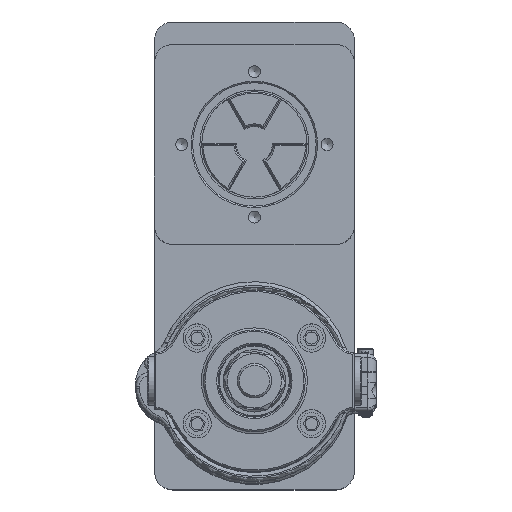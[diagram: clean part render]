
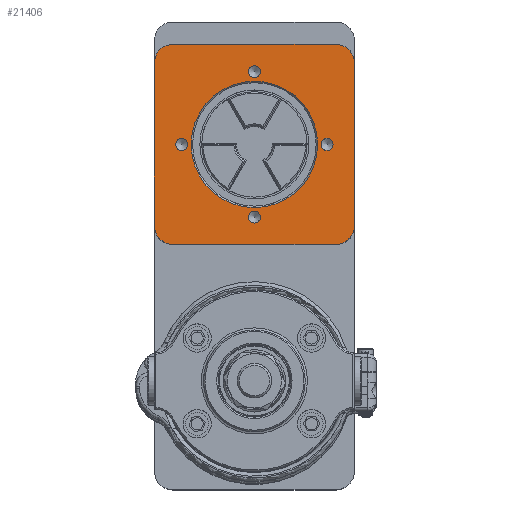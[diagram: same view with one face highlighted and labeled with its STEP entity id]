
A CAD part, top view. The second image highlights one B-rep face of the part: STEP entity #21406.
In plain terms, the highlighted planar face has unit normal (0, 0, 1).
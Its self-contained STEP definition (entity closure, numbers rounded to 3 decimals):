
#58 = LINE ( 'NONE', #14915, #9772 ) ;
#243 = DIRECTION ( 'NONE',  ( 0., 0., -1. ) ) ;
#314 = AXIS2_PLACEMENT_3D ( 'NONE', #6886, #12784, #18261 ) ;
#383 = DIRECTION ( 'NONE',  ( 0., 0., 1. ) ) ;
#578 = EDGE_LOOP ( 'NONE', ( #14539 ) ) ;
#701 = AXIS2_PLACEMENT_3D ( 'NONE', #20865, #9757, #17361 ) ;
#718 = VERTEX_POINT ( 'NONE', #1089 ) ;
#890 = DIRECTION ( 'NONE',  ( -1., 0., 0. ) ) ;
#950 = CARTESIAN_POINT ( 'NONE',  ( 34.925, -34.925, 44.399 ) ) ;
#1017 = CIRCLE ( 'NONE', #14210, 22.098 ) ;
#1089 = CARTESIAN_POINT ( 'NONE',  ( 34.925, -28.575, 44.399 ) ) ;
#1341 = CARTESIAN_POINT ( 'NONE',  ( -34.925, -28.575, 44.399 ) ) ;
#1772 = CARTESIAN_POINT ( 'NONE',  ( -22.098, 0., 44.399 ) ) ;
#2045 = EDGE_CURVE ( 'NONE', #20799, #2202, #22320, .T. ) ;
#2048 = CARTESIAN_POINT ( 'NONE',  ( 28.575, 34.925, 44.399 ) ) ;
#2129 = DIRECTION ( 'NONE',  ( 1., 0., 0. ) ) ;
#2202 = VERTEX_POINT ( 'NONE', #15702 ) ;
#2276 = ORIENTED_EDGE ( 'NONE', *, *, #9996, .T. ) ;
#2418 = FACE_BOUND ( 'NONE', #21024, .T. ) ;
#2425 = EDGE_LOOP ( 'NONE', ( #24172 ) ) ;
#2768 = FACE_OUTER_BOUND ( 'NONE', #6348, .T. ) ;
#2812 = EDGE_CURVE ( 'NONE', #19845, #19845, #4700, .T. ) ;
#3427 = LINE ( 'NONE', #5297, #3692 ) ;
#3550 = AXIS2_PLACEMENT_3D ( 'NONE', #14820, #20562, #7449 ) ;
#3644 = CARTESIAN_POINT ( 'NONE',  ( 2.1, 25.4, 44.399 ) ) ;
#3692 = VECTOR ( 'NONE', #13065, 1000. ) ;
#3725 = DIRECTION ( 'NONE',  ( -1., 0., 0. ) ) ;
#3916 = DIRECTION ( 'NONE',  ( 0., -1., 0. ) ) ;
#4005 = CARTESIAN_POINT ( 'NONE',  ( -25.4, 0., 44.399 ) ) ;
#4216 = CARTESIAN_POINT ( 'NONE',  ( 27.5, 0., 44.399 ) ) ;
#4223 = CIRCLE ( 'NONE', #10211, 6.35 ) ;
#4317 = ORIENTED_EDGE ( 'NONE', *, *, #14910, .T. ) ;
#4700 = CIRCLE ( 'NONE', #7937, 2.1 ) ;
#4743 = VERTEX_POINT ( 'NONE', #15877 ) ;
#5174 = ORIENTED_EDGE ( 'NONE', *, *, #11177, .T. ) ;
#5297 = CARTESIAN_POINT ( 'NONE',  ( -34.925, 34.925, 44.399 ) ) ;
#6054 = DIRECTION ( 'NONE',  ( 1., 0., 0. ) ) ;
#6155 = VERTEX_POINT ( 'NONE', #1772 ) ;
#6348 = EDGE_LOOP ( 'NONE', ( #4317, #14077, #21700, #17196, #21555, #5174, #6535, #2276 ) ) ;
#6535 = ORIENTED_EDGE ( 'NONE', *, *, #12022, .T. ) ;
#6886 = CARTESIAN_POINT ( 'NONE',  ( 0., -25.4, 44.399 ) ) ;
#7080 = ORIENTED_EDGE ( 'NONE', *, *, #22721, .F. ) ;
#7207 = EDGE_CURVE ( 'NONE', #718, #19841, #20569, .T. ) ;
#7449 = DIRECTION ( 'NONE',  ( 1., 0., 0. ) ) ;
#7937 = AXIS2_PLACEMENT_3D ( 'NONE', #4005, #11642, #2129 ) ;
#8659 = DIRECTION ( 'NONE',  ( -1., 0., 0. ) ) ;
#8974 = AXIS2_PLACEMENT_3D ( 'NONE', #14282, #10781, #8659 ) ;
#9497 = CIRCLE ( 'NONE', #701, 6.35 ) ;
#9740 = VERTEX_POINT ( 'NONE', #17753 ) ;
#9757 = DIRECTION ( 'NONE',  ( 0., 0., 1. ) ) ;
#9772 = VECTOR ( 'NONE', #3916, 1000. ) ;
#9881 = CIRCLE ( 'NONE', #314, 2.1 ) ;
#9938 = FACE_BOUND ( 'NONE', #578, .T. ) ;
#9979 = CIRCLE ( 'NONE', #3550, 2.1 ) ;
#9996 = EDGE_CURVE ( 'NONE', #24249, #21993, #9497, .T. ) ;
#10211 = AXIS2_PLACEMENT_3D ( 'NONE', #19213, #383, #3725 ) ;
#10279 = DIRECTION ( 'NONE',  ( 0., 0., -1. ) ) ;
#10328 = DIRECTION ( 'NONE',  ( 1., 0., 0. ) ) ;
#10429 = EDGE_CURVE ( 'NONE', #21230, #21230, #12122, .T. ) ;
#10493 = CARTESIAN_POINT ( 'NONE',  ( -23.3, 0., 44.399 ) ) ;
#10731 = AXIS2_PLACEMENT_3D ( 'NONE', #17213, #24592, #17084 ) ;
#10781 = DIRECTION ( 'NONE',  ( 0., 0., 1. ) ) ;
#11078 = CARTESIAN_POINT ( 'NONE',  ( 34.925, 28.575, 44.399 ) ) ;
#11177 = EDGE_CURVE ( 'NONE', #19841, #16288, #15762, .T. ) ;
#11642 = DIRECTION ( 'NONE',  ( 0., 0., 1. ) ) ;
#11696 = EDGE_CURVE ( 'NONE', #9740, #718, #4223, .T. ) ;
#12022 = EDGE_CURVE ( 'NONE', #16288, #24249, #3427, .T. ) ;
#12122 = CIRCLE ( 'NONE', #15294, 2.1 ) ;
#12784 = DIRECTION ( 'NONE',  ( 0., 0., 1. ) ) ;
#13065 = DIRECTION ( 'NONE',  ( -1., 0., 0. ) ) ;
#13207 = EDGE_LOOP ( 'NONE', ( #24016 ) ) ;
#13550 = CARTESIAN_POINT ( 'NONE',  ( -34.925, -34.925, 44.399 ) ) ;
#14077 = ORIENTED_EDGE ( 'NONE', *, *, #2045, .T. ) ;
#14210 = AXIS2_PLACEMENT_3D ( 'NONE', #19332, #243, #16280 ) ;
#14282 = CARTESIAN_POINT ( 'NONE',  ( 28.575, 28.575, 44.399 ) ) ;
#14519 = VERTEX_POINT ( 'NONE', #3644 ) ;
#14539 = ORIENTED_EDGE ( 'NONE', *, *, #22205, .T. ) ;
#14820 = CARTESIAN_POINT ( 'NONE',  ( 0., 25.4, 44.399 ) ) ;
#14910 = EDGE_CURVE ( 'NONE', #21993, #20799, #58, .T. ) ;
#14915 = CARTESIAN_POINT ( 'NONE',  ( -34.925, -34.925, 44.399 ) ) ;
#14981 = CARTESIAN_POINT ( 'NONE',  ( -34.925, 28.575, 44.399 ) ) ;
#15269 = LINE ( 'NONE', #13550, #21467 ) ;
#15294 = AXIS2_PLACEMENT_3D ( 'NONE', #19315, #21332, #10328 ) ;
#15702 = CARTESIAN_POINT ( 'NONE',  ( -28.575, -34.925, 44.399 ) ) ;
#15762 = CIRCLE ( 'NONE', #8974, 6.35 ) ;
#15877 = CARTESIAN_POINT ( 'NONE',  ( 2.1, -25.4, 44.399 ) ) ;
#16006 = CARTESIAN_POINT ( 'NONE',  ( 0., 0., 44.399 ) ) ;
#16280 = DIRECTION ( 'NONE',  ( -1., 0., 0. ) ) ;
#16288 = VERTEX_POINT ( 'NONE', #2048 ) ;
#17084 = DIRECTION ( 'NONE',  ( -1., 0., 0. ) ) ;
#17196 = ORIENTED_EDGE ( 'NONE', *, *, #11696, .T. ) ;
#17213 = CARTESIAN_POINT ( 'NONE',  ( -28.575, -28.575, 44.399 ) ) ;
#17361 = DIRECTION ( 'NONE',  ( -1., 0., 0. ) ) ;
#17612 = ORIENTED_EDGE ( 'NONE', *, *, #19141, .F. ) ;
#17753 = CARTESIAN_POINT ( 'NONE',  ( 28.575, -34.925, 44.399 ) ) ;
#18015 = PLANE ( 'NONE',  #18654 ) ;
#18261 = DIRECTION ( 'NONE',  ( 1., 0., 0. ) ) ;
#18654 = AXIS2_PLACEMENT_3D ( 'NONE', #16006, #10279, #890 ) ;
#19141 = EDGE_CURVE ( 'NONE', #14519, #14519, #9979, .T. ) ;
#19213 = CARTESIAN_POINT ( 'NONE',  ( 28.575, -28.575, 44.399 ) ) ;
#19315 = CARTESIAN_POINT ( 'NONE',  ( 25.4, 0., 44.399 ) ) ;
#19332 = CARTESIAN_POINT ( 'NONE',  ( 0., 0., 44.399 ) ) ;
#19511 = CARTESIAN_POINT ( 'NONE',  ( -28.575, 34.925, 44.399 ) ) ;
#19841 = VERTEX_POINT ( 'NONE', #11078 ) ;
#19845 = VERTEX_POINT ( 'NONE', #10493 ) ;
#19882 = FACE_BOUND ( 'NONE', #2425, .T. ) ;
#20562 = DIRECTION ( 'NONE',  ( 0., 0., 1. ) ) ;
#20569 = LINE ( 'NONE', #950, #20765 ) ;
#20706 = EDGE_LOOP ( 'NONE', ( #7080 ) ) ;
#20765 = VECTOR ( 'NONE', #22346, 1000. ) ;
#20799 = VERTEX_POINT ( 'NONE', #1341 ) ;
#20865 = CARTESIAN_POINT ( 'NONE',  ( -28.575, 28.575, 44.399 ) ) ;
#21024 = EDGE_LOOP ( 'NONE', ( #17612 ) ) ;
#21230 = VERTEX_POINT ( 'NONE', #4216 ) ;
#21262 = EDGE_CURVE ( 'NONE', #2202, #9740, #15269, .T. ) ;
#21289 = FACE_BOUND ( 'NONE', #13207, .T. ) ;
#21332 = DIRECTION ( 'NONE',  ( 0., 0., 1. ) ) ;
#21406 = ADVANCED_FACE ( 'NONE', ( #19882, #21289, #2418, #23411, #9938, #2768 ), #18015, .F. ) ;
#21467 = VECTOR ( 'NONE', #6054, 1000. ) ;
#21555 = ORIENTED_EDGE ( 'NONE', *, *, #7207, .T. ) ;
#21700 = ORIENTED_EDGE ( 'NONE', *, *, #21262, .T. ) ;
#21993 = VERTEX_POINT ( 'NONE', #14981 ) ;
#22205 = EDGE_CURVE ( 'NONE', #6155, #6155, #1017, .T. ) ;
#22320 = CIRCLE ( 'NONE', #10731, 6.35 ) ;
#22346 = DIRECTION ( 'NONE',  ( 0., 1., 0. ) ) ;
#22721 = EDGE_CURVE ( 'NONE', #4743, #4743, #9881, .T. ) ;
#23411 = FACE_BOUND ( 'NONE', #20706, .T. ) ;
#24016 = ORIENTED_EDGE ( 'NONE', *, *, #10429, .F. ) ;
#24172 = ORIENTED_EDGE ( 'NONE', *, *, #2812, .F. ) ;
#24249 = VERTEX_POINT ( 'NONE', #19511 ) ;
#24592 = DIRECTION ( 'NONE',  ( 0., 0., 1. ) ) ;
